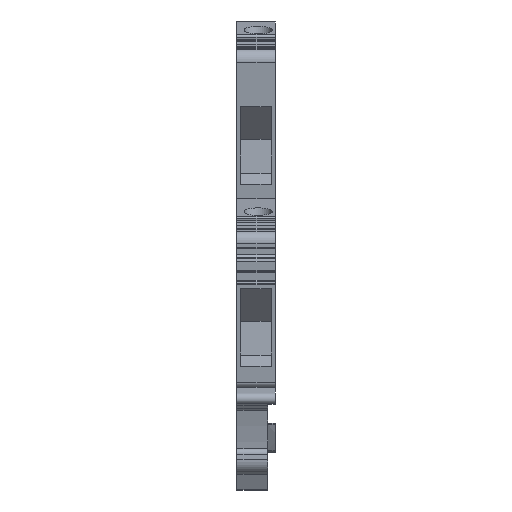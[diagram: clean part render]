
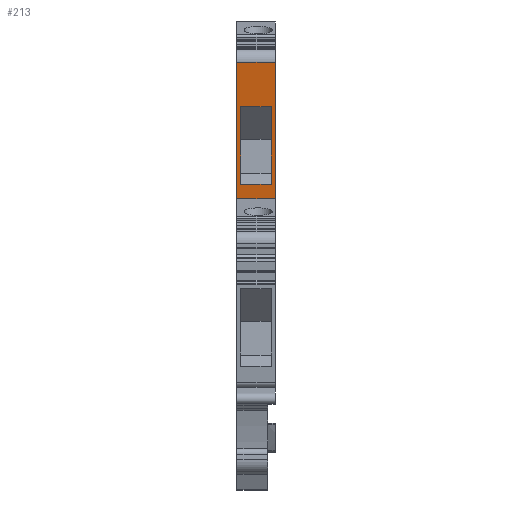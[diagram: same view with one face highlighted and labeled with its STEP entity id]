
A CAD part, front view. The second image highlights one B-rep face of the part: STEP entity #213.
In plain terms, the highlighted planar face has unit normal (0, -0.985, -0.174).
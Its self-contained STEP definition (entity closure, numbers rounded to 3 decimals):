
#171=AXIS2_PLACEMENT_3D('Plane Axis2P3D',#168,#169,#170) ;
#81=CARTESIAN_POINT('Vertex',(0.5,15.082,50.976)) ;
#84=CARTESIAN_POINT('Line Origine',(0.5,15.99,45.83)) ;
#88=CARTESIAN_POINT('Vertex',(0.5,16.897,40.683)) ;
#112=CARTESIAN_POINT('Vertex',(4.575,15.082,50.976)) ;
#115=CARTESIAN_POINT('Line Origine',(2.538,15.082,50.976)) ;
#136=CARTESIAN_POINT('Vertex',(4.575,16.897,40.683)) ;
#139=CARTESIAN_POINT('Line Origine',(4.575,15.99,45.83)) ;
#156=CARTESIAN_POINT('Line Origine',(2.538,16.897,40.683)) ;
#168=CARTESIAN_POINT('Axis2P3D Location',(0.,14.042,56.876)) ;
#173=CARTESIAN_POINT('Line Origine',(2.55,17.237,38.755)) ;
#177=CARTESIAN_POINT('Vertex',(5.1,17.237,38.755)) ;
#179=CARTESIAN_POINT('Vertex',(0.,17.237,38.755)) ;
#182=CARTESIAN_POINT('Line Origine',(5.1,15.64,47.815)) ;
#186=CARTESIAN_POINT('Vertex',(5.1,14.042,56.876)) ;
#189=CARTESIAN_POINT('Line Origine',(2.55,14.042,56.876)) ;
#193=CARTESIAN_POINT('Vertex',(0.,14.042,56.876)) ;
#196=CARTESIAN_POINT('Line Origine',(0.,15.64,47.815)) ;
#85=DIRECTION('Vector Direction',(0.,0.174,-0.985)) ;
#116=DIRECTION('Vector Direction',(-1.,0.,0.)) ;
#140=DIRECTION('Vector Direction',(0.,0.174,-0.985)) ;
#157=DIRECTION('Vector Direction',(-1.,0.,0.)) ;
#169=DIRECTION('Axis2P3D Direction',(0.,0.985,0.174)) ;
#170=DIRECTION('Axis2P3D XDirection',(0.,0.174,-0.985)) ;
#174=DIRECTION('Vector Direction',(-1.,0.,0.)) ;
#183=DIRECTION('Vector Direction',(0.,0.174,-0.985)) ;
#190=DIRECTION('Vector Direction',(-1.,0.,0.)) ;
#197=DIRECTION('Vector Direction',(0.,0.174,-0.985)) ;
#86=VECTOR('Line Direction',#85,1.) ;
#117=VECTOR('Line Direction',#116,1.) ;
#141=VECTOR('Line Direction',#140,1.) ;
#158=VECTOR('Line Direction',#157,1.) ;
#175=VECTOR('Line Direction',#174,1.) ;
#184=VECTOR('Line Direction',#183,1.) ;
#191=VECTOR('Line Direction',#190,1.) ;
#198=VECTOR('Line Direction',#197,1.) ;
#202=ORIENTED_EDGE('',*,*,#181,.F.) ;
#203=ORIENTED_EDGE('',*,*,#188,.T.) ;
#204=ORIENTED_EDGE('',*,*,#195,.T.) ;
#205=ORIENTED_EDGE('',*,*,#200,.F.) ;
#208=ORIENTED_EDGE('',*,*,#90,.T.) ;
#209=ORIENTED_EDGE('',*,*,#119,.F.) ;
#210=ORIENTED_EDGE('',*,*,#143,.F.) ;
#211=ORIENTED_EDGE('',*,*,#160,.T.) ;
#212=FACE_BOUND('',#207,.T.) ;
#213=ADVANCED_FACE('KLTR',(#206,#212),#172,.F.) ;
#90=EDGE_CURVE('',#89,#82,#87,.F.) ;
#119=EDGE_CURVE('',#113,#82,#118,.T.) ;
#143=EDGE_CURVE('',#137,#113,#142,.F.) ;
#160=EDGE_CURVE('',#137,#89,#159,.T.) ;
#181=EDGE_CURVE('',#178,#180,#176,.T.) ;
#188=EDGE_CURVE('',#178,#187,#185,.F.) ;
#195=EDGE_CURVE('',#187,#194,#192,.T.) ;
#200=EDGE_CURVE('',#180,#194,#199,.F.) ;
#201=EDGE_LOOP('',(#202,#203,#204,#205)) ;
#207=EDGE_LOOP('',(#208,#209,#210,#211)) ;
#206=FACE_OUTER_BOUND('',#201,.T.) ;
#87=LINE('Line',#84,#86) ;
#118=LINE('Line',#115,#117) ;
#142=LINE('Line',#139,#141) ;
#159=LINE('Line',#156,#158) ;
#176=LINE('Line',#173,#175) ;
#185=LINE('Line',#182,#184) ;
#192=LINE('Line',#189,#191) ;
#199=LINE('Line',#196,#198) ;
#172=PLANE('',#171) ;
#82=VERTEX_POINT('',#81) ;
#89=VERTEX_POINT('',#88) ;
#113=VERTEX_POINT('',#112) ;
#137=VERTEX_POINT('',#136) ;
#178=VERTEX_POINT('',#177) ;
#180=VERTEX_POINT('',#179) ;
#187=VERTEX_POINT('',#186) ;
#194=VERTEX_POINT('',#193) ;
